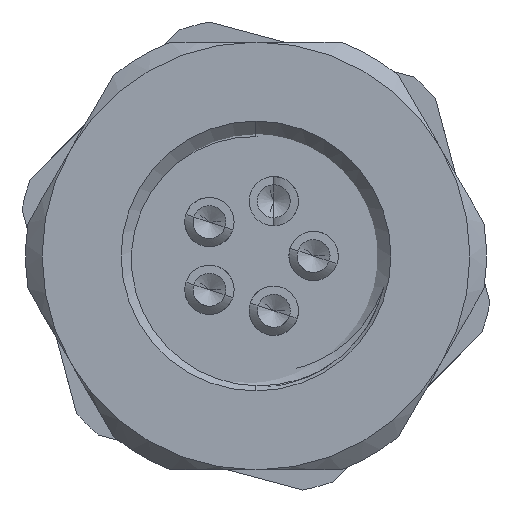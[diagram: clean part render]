
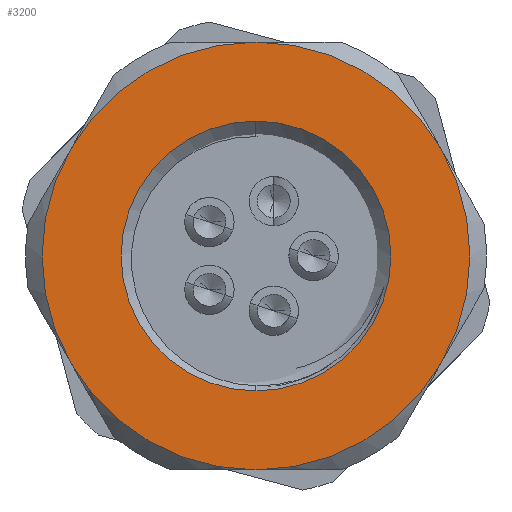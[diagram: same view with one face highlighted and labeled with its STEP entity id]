
A CAD part, left-side view. The second image highlights one B-rep face of the part: STEP entity #3200.
In plain terms, the highlighted planar face has unit normal (-1, 0, 0).
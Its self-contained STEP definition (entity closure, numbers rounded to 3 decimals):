
#87 = CIRCLE ( 'NONE', #16576, 6.5 ) ;
#301 = EDGE_CURVE ( 'NONE', #13115, #18011, #11333, .T. ) ;
#658 = ORIENTED_EDGE ( 'NONE', *, *, #7353, .T. ) ;
#702 = AXIS2_PLACEMENT_3D ( 'NONE', #2682, #9050, #15243 ) ;
#1055 = ORIENTED_EDGE ( 'NONE', *, *, #15518, .T. ) ;
#1471 = CARTESIAN_POINT ( 'NONE',  ( -13.6, 0., -6.5 ) ) ;
#1746 = DIRECTION ( 'NONE',  ( 1., 0., 0. ) ) ;
#2555 = DIRECTION ( 'NONE',  ( 0., 0., -1. ) ) ;
#2571 = DIRECTION ( 'NONE',  ( -1., 0., 0. ) ) ;
#2682 = CARTESIAN_POINT ( 'NONE',  ( -13.6, 7., 0. ) ) ;
#2870 = CARTESIAN_POINT ( 'NONE',  ( -13.6, 0., 6.5 ) ) ;
#2950 = DIRECTION ( 'NONE',  ( 0., 0., -1. ) ) ;
#3200 = ADVANCED_FACE ( 'NONE', ( #13614, #4206 ), #7125, .F. ) ;
#3223 = EDGE_CURVE ( 'NONE', #14930, #7586, #16215, .T. ) ;
#4206 = FACE_OUTER_BOUND ( 'NONE', #16485, .T. ) ;
#4313 = DIRECTION ( 'NONE',  ( -1., 0., 0. ) ) ;
#4478 = CIRCLE ( 'NONE', #20012, 6.5 ) ;
#4547 = ORIENTED_EDGE ( 'NONE', *, *, #301, .T. ) ;
#4647 = DIRECTION ( 'NONE',  ( 0., 0., -1. ) ) ;
#5115 = CIRCLE ( 'NONE', #9930, 6.5 ) ;
#5403 = CARTESIAN_POINT ( 'NONE',  ( -13.6, 0., 0. ) ) ;
#5517 = CARTESIAN_POINT ( 'NONE',  ( -13.6, 0., 0. ) ) ;
#5915 = CARTESIAN_POINT ( 'NONE',  ( -13.6, -5.629, 3.25 ) ) ;
#5950 = CARTESIAN_POINT ( 'NONE',  ( -13.6, 5.629, -3.25 ) ) ;
#5959 = DIRECTION ( 'NONE',  ( 0., 0., -1. ) ) ;
#6155 = DIRECTION ( 'NONE',  ( -1., 0., 0. ) ) ;
#6548 = CIRCLE ( 'NONE', #13324, 6.5 ) ;
#6831 = CARTESIAN_POINT ( 'NONE',  ( -13.6, 0., 0. ) ) ;
#7125 = PLANE ( 'NONE',  #702 ) ;
#7140 = EDGE_CURVE ( 'NONE', #7586, #13710, #6548, .T. ) ;
#7353 = EDGE_CURVE ( 'NONE', #17788, #15718, #87, .T. ) ;
#7586 = VERTEX_POINT ( 'NONE', #5915 ) ;
#7815 = CARTESIAN_POINT ( 'NONE',  ( -13.6, 0., 0. ) ) ;
#7913 = DIRECTION ( 'NONE',  ( 0., 0., -1. ) ) ;
#8895 = CARTESIAN_POINT ( 'NONE',  ( -13.6, 5.629, 3.25 ) ) ;
#9050 = DIRECTION ( 'NONE',  ( 1., 0., 0. ) ) ;
#9460 = DIRECTION ( 'NONE',  ( -1., 0., 0. ) ) ;
#9503 = ORIENTED_EDGE ( 'NONE', *, *, #15033, .T. ) ;
#9930 = AXIS2_PLACEMENT_3D ( 'NONE', #7815, #13996, #17141 ) ;
#10466 = CARTESIAN_POINT ( 'NONE',  ( -13.6, 0., 0. ) ) ;
#10950 = ORIENTED_EDGE ( 'NONE', *, *, #19326, .T. ) ;
#11333 = CIRCLE ( 'NONE', #11635, 4.1 ) ;
#11571 = DIRECTION ( 'NONE',  ( 0., 0., -1. ) ) ;
#11635 = AXIS2_PLACEMENT_3D ( 'NONE', #5403, #15006, #2555 ) ;
#12685 = CARTESIAN_POINT ( 'NONE',  ( -13.6, -5.629, -3.25 ) ) ;
#12864 = CIRCLE ( 'NONE', #18037, 4.1 ) ;
#12873 = ORIENTED_EDGE ( 'NONE', *, *, #3223, .T. ) ;
#13115 = VERTEX_POINT ( 'NONE', #15636 ) ;
#13139 = CIRCLE ( 'NONE', #19299, 6.5 ) ;
#13324 = AXIS2_PLACEMENT_3D ( 'NONE', #18904, #9460, #5959 ) ;
#13384 = ORIENTED_EDGE ( 'NONE', *, *, #14921, .T. ) ;
#13614 = FACE_BOUND ( 'NONE', #13945, .T. ) ;
#13710 = VERTEX_POINT ( 'NONE', #2870 ) ;
#13945 = EDGE_LOOP ( 'NONE', ( #4547, #9503 ) ) ;
#13996 = DIRECTION ( 'NONE',  ( -1., 0., 0. ) ) ;
#14921 = EDGE_CURVE ( 'NONE', #13710, #15774, #5115, .T. ) ;
#14930 = VERTEX_POINT ( 'NONE', #12685 ) ;
#15006 = DIRECTION ( 'NONE',  ( 1., 0., 0. ) ) ;
#15033 = EDGE_CURVE ( 'NONE', #18011, #13115, #12864, .T. ) ;
#15133 = DIRECTION ( 'NONE',  ( 0., 0., -1. ) ) ;
#15243 = DIRECTION ( 'NONE',  ( 0., 0., -1. ) ) ;
#15518 = EDGE_CURVE ( 'NONE', #15718, #14930, #4478, .T. ) ;
#15623 = CARTESIAN_POINT ( 'NONE',  ( -13.6, 0., 0. ) ) ;
#15636 = CARTESIAN_POINT ( 'NONE',  ( -13.6, 0., 4.1 ) ) ;
#15718 = VERTEX_POINT ( 'NONE', #1471 ) ;
#15774 = VERTEX_POINT ( 'NONE', #8895 ) ;
#15874 = CARTESIAN_POINT ( 'NONE',  ( -13.6, 0., -4.1 ) ) ;
#15955 = ORIENTED_EDGE ( 'NONE', *, *, #7140, .T. ) ;
#16215 = CIRCLE ( 'NONE', #19799, 6.5 ) ;
#16485 = EDGE_LOOP ( 'NONE', ( #1055, #12873, #15955, #13384, #10950, #658 ) ) ;
#16576 = AXIS2_PLACEMENT_3D ( 'NONE', #6831, #17871, #11571 ) ;
#17141 = DIRECTION ( 'NONE',  ( 0., 0., -1. ) ) ;
#17788 = VERTEX_POINT ( 'NONE', #5950 ) ;
#17871 = DIRECTION ( 'NONE',  ( -1., 0., 0. ) ) ;
#18011 = VERTEX_POINT ( 'NONE', #15874 ) ;
#18037 = AXIS2_PLACEMENT_3D ( 'NONE', #15623, #1746, #7913 ) ;
#18904 = CARTESIAN_POINT ( 'NONE',  ( -13.6, 0., 0. ) ) ;
#19299 = AXIS2_PLACEMENT_3D ( 'NONE', #5517, #2571, #2950 ) ;
#19326 = EDGE_CURVE ( 'NONE', #15774, #17788, #13139, .T. ) ;
#19799 = AXIS2_PLACEMENT_3D ( 'NONE', #10466, #4313, #15133 ) ;
#20012 = AXIS2_PLACEMENT_3D ( 'NONE', #20052, #6155, #4647 ) ;
#20052 = CARTESIAN_POINT ( 'NONE',  ( -13.6, 0., 0. ) ) ;
